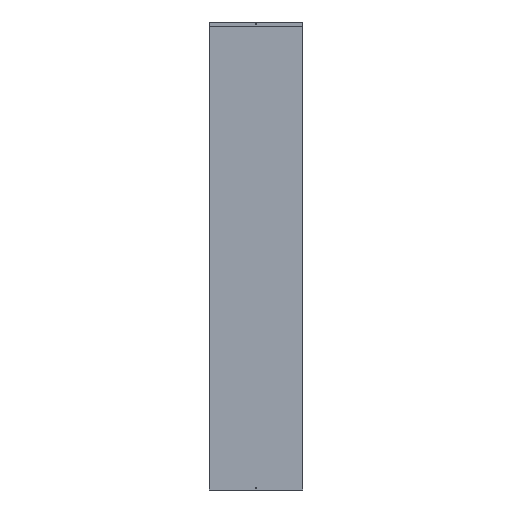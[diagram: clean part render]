
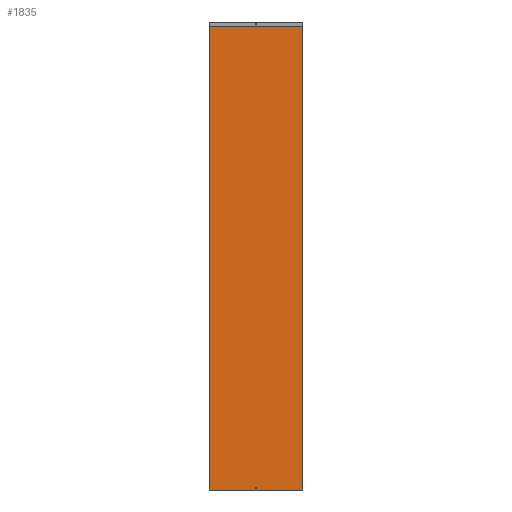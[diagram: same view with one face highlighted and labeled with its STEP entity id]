
A CAD part, front view. The second image highlights one B-rep face of the part: STEP entity #1835.
In plain terms, the highlighted planar face has unit normal (0, -1, 0).
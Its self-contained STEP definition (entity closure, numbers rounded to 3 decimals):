
#5 = VERTEX_POINT ( 'NONE', #761 ) ;
#16 = VERTEX_POINT ( 'NONE', #1070 ) ;
#87 = ORIENTED_EDGE ( 'NONE', *, *, #1213, .F. ) ;
#88 = ORIENTED_EDGE ( 'NONE', *, *, #1164, .F. ) ;
#89 = ORIENTED_EDGE ( 'NONE', *, *, #1215, .F. ) ;
#90 = ORIENTED_EDGE ( 'NONE', *, *, #1196, .T. ) ;
#91 = ORIENTED_EDGE ( 'NONE', *, *, #1266, .T. ) ;
#366 = LINE ( 'NONE', #1009, #371 ) ;
#371 = VECTOR ( 'NONE', #1004, 1000. ) ;
#425 = LINE ( 'NONE', #861, #427 ) ;
#427 = VECTOR ( 'NONE', #852, 1000. ) ;
#443 = CIRCLE ( 'NONE', #1245, 3.5 ) ;
#445 = LINE ( 'NONE', #831, #449 ) ;
#449 = VECTOR ( 'NONE', #818, 1000. ) ;
#488 = LINE ( 'NONE', #763, #499 ) ;
#499 = VECTOR ( 'NONE', #750, 1000. ) ;
#604 = FACE_BOUND ( 'NONE', #1791, .T. ) ;
#606 = FACE_OUTER_BOUND ( 'NONE', #1823, .T. ) ;
#691 = VERTEX_POINT ( 'NONE', #953 ) ;
#750 = DIRECTION ( 'NONE',  ( 1., 0., 0. ) ) ;
#761 = CARTESIAN_POINT ( 'NONE',  ( 300., 0., 2968. ) ) ;
#763 = CARTESIAN_POINT ( 'NONE',  ( -300., 0., 0. ) ) ;
#818 = DIRECTION ( 'NONE',  ( 1., 0., 0. ) ) ;
#823 = DIRECTION ( 'NONE',  ( 0., 0., 1. ) ) ;
#824 = DIRECTION ( 'NONE',  ( 0., -1., 0. ) ) ;
#825 = CARTESIAN_POINT ( 'NONE',  ( 0., 0., 15. ) ) ;
#831 = CARTESIAN_POINT ( 'NONE',  ( -300., 0., 2968. ) ) ;
#852 = DIRECTION ( 'NONE',  ( 0., 0., -1. ) ) ;
#861 = CARTESIAN_POINT ( 'NONE',  ( -300., 0., 2969. ) ) ;
#953 = CARTESIAN_POINT ( 'NONE',  ( 0., 0., 18.5 ) ) ;
#1004 = DIRECTION ( 'NONE',  ( 0., 0., -1. ) ) ;
#1009 = CARTESIAN_POINT ( 'NONE',  ( 300., 0., 2969. ) ) ;
#1070 = CARTESIAN_POINT ( 'NONE',  ( 300., 0., 0. ) ) ;
#1164 = EDGE_CURVE ( 'NONE', #5, #16, #366, .T. ) ;
#1196 = EDGE_CURVE ( 'NONE', #1702, #1708, #425, .T. ) ;
#1213 = EDGE_CURVE ( 'NONE', #691, #691, #443, .T. ) ;
#1215 = EDGE_CURVE ( 'NONE', #1702, #5, #445, .T. ) ;
#1245 = AXIS2_PLACEMENT_3D ( 'NONE', #825, #824, #823 ) ;
#1266 = EDGE_CURVE ( 'NONE', #1708, #16, #488, .T. ) ;
#1282 = AXIS2_PLACEMENT_3D ( 'NONE', #1534, #1519, #1517 ) ;
#1517 = DIRECTION ( 'NONE',  ( 0., 0., 1. ) ) ;
#1519 = DIRECTION ( 'NONE',  ( 0., 1., 0. ) ) ;
#1528 = PLANE ( 'NONE',  #1282 ) ;
#1534 = CARTESIAN_POINT ( 'NONE',  ( -300., 0., 2969. ) ) ;
#1617 = CARTESIAN_POINT ( 'NONE',  ( -300., 0., 0. ) ) ;
#1625 = CARTESIAN_POINT ( 'NONE',  ( -300., 0., 2968. ) ) ;
#1702 = VERTEX_POINT ( 'NONE', #1625 ) ;
#1708 = VERTEX_POINT ( 'NONE', #1617 ) ;
#1791 = EDGE_LOOP ( 'NONE', ( #87 ) ) ;
#1823 = EDGE_LOOP ( 'NONE', ( #88, #89, #90, #91 ) ) ;
#1835 = ADVANCED_FACE ( 'NONE', ( #604, #606 ), #1528, .F. ) ;
